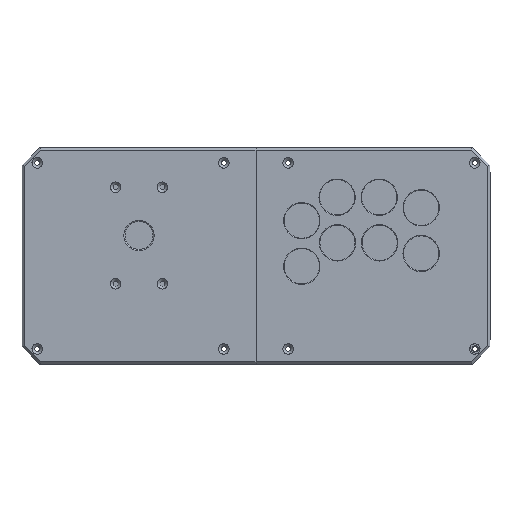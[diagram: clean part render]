
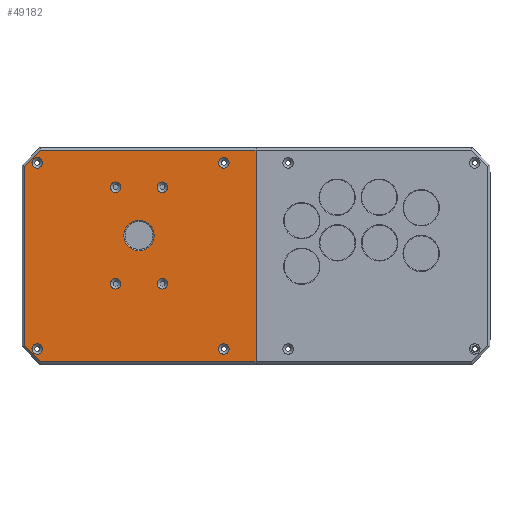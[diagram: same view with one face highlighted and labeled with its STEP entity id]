
A CAD part, top view. The second image highlights one B-rep face of the part: STEP entity #49182.
In plain terms, the highlighted planar face has unit normal (0, 0, 1).
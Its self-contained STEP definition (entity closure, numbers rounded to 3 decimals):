
#1108=FACE_BOUND('',#8293,.T.);
#1109=FACE_BOUND('',#8294,.T.);
#1110=FACE_BOUND('',#8295,.T.);
#1111=FACE_BOUND('',#8296,.T.);
#1112=FACE_BOUND('',#8297,.T.);
#1113=FACE_BOUND('',#8298,.T.);
#1114=FACE_BOUND('',#8299,.T.);
#1115=FACE_BOUND('',#8300,.T.);
#1116=FACE_BOUND('',#8301,.T.);
#2898=PLANE('',#52077);
#5152=FACE_OUTER_BOUND('',#8292,.T.);
#8292=EDGE_LOOP('',(#44478,#44479,#44480,#44481,#44482,#44483));
#8293=EDGE_LOOP('',(#44484));
#8294=EDGE_LOOP('',(#44485));
#8295=EDGE_LOOP('',(#44486));
#8296=EDGE_LOOP('',(#44487));
#8297=EDGE_LOOP('',(#44488));
#8298=EDGE_LOOP('',(#44489));
#8299=EDGE_LOOP('',(#44490));
#8300=EDGE_LOOP('',(#44491));
#8301=EDGE_LOOP('',(#44492));
#14028=LINE('',#76384,#20176);
#14031=LINE('',#76390,#20179);
#14034=LINE('',#76396,#20182);
#14037=LINE('',#76402,#20185);
#14039=LINE('',#76406,#20187);
#14042=LINE('',#76411,#20190);
#20176=VECTOR('',#62611,10.);
#20179=VECTOR('',#62616,10.);
#20182=VECTOR('',#62621,10.);
#20185=VECTOR('',#62626,10.);
#20187=VECTOR('',#62630,10.);
#20190=VECTOR('',#62635,10.);
#21715=CIRCLE('',#52078,13.);
#21716=CIRCLE('',#52079,4.5);
#21717=CIRCLE('',#52080,4.5);
#21718=CIRCLE('',#52081,4.5);
#21719=CIRCLE('',#52082,4.5);
#21720=CIRCLE('',#52083,4.5);
#21721=CIRCLE('',#52084,4.5);
#21722=CIRCLE('',#52085,4.5);
#21723=CIRCLE('',#52086,4.5);
#25665=VERTEX_POINT('',#76381);
#25666=VERTEX_POINT('',#76383);
#25668=VERTEX_POINT('',#76389);
#25670=VERTEX_POINT('',#76395);
#25672=VERTEX_POINT('',#76401);
#25673=VERTEX_POINT('',#76405);
#25675=VERTEX_POINT('',#76412);
#25676=VERTEX_POINT('',#76414);
#25677=VERTEX_POINT('',#76416);
#25678=VERTEX_POINT('',#76418);
#25679=VERTEX_POINT('',#76420);
#25680=VERTEX_POINT('',#76422);
#25681=VERTEX_POINT('',#76424);
#25682=VERTEX_POINT('',#76426);
#25683=VERTEX_POINT('',#76428);
#32063=EDGE_CURVE('',#25665,#25666,#14028,.T.);
#32066=EDGE_CURVE('',#25666,#25668,#14031,.T.);
#32069=EDGE_CURVE('',#25668,#25670,#14034,.T.);
#32072=EDGE_CURVE('',#25670,#25672,#14037,.T.);
#32074=EDGE_CURVE('',#25672,#25673,#14039,.T.);
#32077=EDGE_CURVE('',#25665,#25673,#14042,.T.);
#32078=EDGE_CURVE('',#25675,#25675,#21715,.T.);
#32079=EDGE_CURVE('',#25676,#25676,#21716,.T.);
#32080=EDGE_CURVE('',#25677,#25677,#21717,.T.);
#32081=EDGE_CURVE('',#25678,#25678,#21718,.T.);
#32082=EDGE_CURVE('',#25679,#25679,#21719,.T.);
#32083=EDGE_CURVE('',#25680,#25680,#21720,.T.);
#32084=EDGE_CURVE('',#25681,#25681,#21721,.T.);
#32085=EDGE_CURVE('',#25682,#25682,#21722,.T.);
#32086=EDGE_CURVE('',#25683,#25683,#21723,.T.);
#44478=ORIENTED_EDGE('',*,*,#32074,.F.);
#44479=ORIENTED_EDGE('',*,*,#32072,.F.);
#44480=ORIENTED_EDGE('',*,*,#32069,.F.);
#44481=ORIENTED_EDGE('',*,*,#32066,.F.);
#44482=ORIENTED_EDGE('',*,*,#32063,.F.);
#44483=ORIENTED_EDGE('',*,*,#32077,.T.);
#44484=ORIENTED_EDGE('',*,*,#32078,.F.);
#44485=ORIENTED_EDGE('',*,*,#32079,.F.);
#44486=ORIENTED_EDGE('',*,*,#32080,.F.);
#44487=ORIENTED_EDGE('',*,*,#32081,.F.);
#44488=ORIENTED_EDGE('',*,*,#32082,.F.);
#44489=ORIENTED_EDGE('',*,*,#32083,.F.);
#44490=ORIENTED_EDGE('',*,*,#32084,.F.);
#44491=ORIENTED_EDGE('',*,*,#32085,.F.);
#44492=ORIENTED_EDGE('',*,*,#32086,.F.);
#49182=ADVANCED_FACE('',(#5152,#1108,#1109,#1110,#1111,#1112,#1113,#1114,
#1115,#1116),#2898,.T.);
#52077=AXIS2_PLACEMENT_3D('',#76410,#62633,#62634);
#52078=AXIS2_PLACEMENT_3D('',#76413,#62636,#62637);
#52079=AXIS2_PLACEMENT_3D('',#76415,#62638,#62639);
#52080=AXIS2_PLACEMENT_3D('',#76417,#62640,#62641);
#52081=AXIS2_PLACEMENT_3D('',#76419,#62642,#62643);
#52082=AXIS2_PLACEMENT_3D('',#76421,#62644,#62645);
#52083=AXIS2_PLACEMENT_3D('',#76423,#62646,#62647);
#52084=AXIS2_PLACEMENT_3D('',#76425,#62648,#62649);
#52085=AXIS2_PLACEMENT_3D('',#76427,#62650,#62651);
#52086=AXIS2_PLACEMENT_3D('',#76429,#62652,#62653);
#62611=DIRECTION('',(-1.,0.,0.));
#62616=DIRECTION('',(-0.707,0.707,0.));
#62621=DIRECTION('',(0.,1.,0.));
#62626=DIRECTION('',(0.707,0.707,0.));
#62630=DIRECTION('',(1.,0.,0.));
#62633=DIRECTION('center_axis',(0.,0.,1.));
#62634=DIRECTION('ref_axis',(1.,0.,0.));
#62635=DIRECTION('',(0.,1.,0.));
#62636=DIRECTION('center_axis',(0.,0.,1.));
#62637=DIRECTION('ref_axis',(-1.,0.,0.));
#62638=DIRECTION('center_axis',(0.,0.,1.));
#62639=DIRECTION('ref_axis',(1.,0.,0.));
#62640=DIRECTION('center_axis',(0.,0.,1.));
#62641=DIRECTION('ref_axis',(1.,0.,0.));
#62642=DIRECTION('center_axis',(0.,0.,1.));
#62643=DIRECTION('ref_axis',(-1.,0.,0.));
#62644=DIRECTION('center_axis',(0.,0.,1.));
#62645=DIRECTION('ref_axis',(-1.,0.,0.));
#62646=DIRECTION('center_axis',(0.,0.,1.));
#62647=DIRECTION('ref_axis',(-1.,0.,0.));
#62648=DIRECTION('center_axis',(0.,0.,1.));
#62649=DIRECTION('ref_axis',(-1.,0.,0.));
#62650=DIRECTION('center_axis',(0.,0.,1.));
#62651=DIRECTION('ref_axis',(1.,0.,0.));
#62652=DIRECTION('center_axis',(0.,0.,1.));
#62653=DIRECTION('ref_axis',(1.,0.,0.));
#76381=CARTESIAN_POINT('',(195.,2.,40.));
#76383=CARTESIAN_POINT('',(10.828,2.,40.));
#76384=CARTESIAN_POINT('',(45.,2.,40.));
#76389=CARTESIAN_POINT('',(-3.,15.828,40.));
#76390=CARTESIAN_POINT('',(5.789,7.039,40.));
#76395=CARTESIAN_POINT('',(-3.,169.172,40.));
#76396=CARTESIAN_POINT('',(-3.,138.75,40.));
#76401=CARTESIAN_POINT('',(10.828,183.,40.));
#76402=CARTESIAN_POINT('',(5.789,177.961,40.));
#76405=CARTESIAN_POINT('',(195.,183.,40.));
#76406=CARTESIAN_POINT('',(145.,183.,40.));
#76410=CARTESIAN_POINT('Origin',(95.,92.5,40.));
#76411=CARTESIAN_POINT('',(195.,0.,40.));
#76412=CARTESIAN_POINT('',(108.,110.,40.));
#76413=CARTESIAN_POINT('Origin',(95.,110.,40.));
#76414=CARTESIAN_POINT('',(110.5,68.75,40.));
#76415=CARTESIAN_POINT('Origin',(115.,68.75,40.));
#76416=CARTESIAN_POINT('',(70.5,151.25,40.));
#76417=CARTESIAN_POINT('Origin',(75.,151.25,40.));
#76418=CARTESIAN_POINT('',(172.,172.,40.));
#76419=CARTESIAN_POINT('Origin',(167.5,172.,40.));
#76420=CARTESIAN_POINT('',(12.5,13.,40.));
#76421=CARTESIAN_POINT('Origin',(8.,13.,40.));
#76422=CARTESIAN_POINT('',(12.5,172.,40.));
#76423=CARTESIAN_POINT('Origin',(8.,172.,40.));
#76424=CARTESIAN_POINT('',(172.,13.,40.));
#76425=CARTESIAN_POINT('Origin',(167.5,13.,40.));
#76426=CARTESIAN_POINT('',(110.45,151.246,40.));
#76427=CARTESIAN_POINT('Origin',(114.95,151.246,40.));
#76428=CARTESIAN_POINT('',(70.5,68.75,40.));
#76429=CARTESIAN_POINT('Origin',(75.,68.75,40.));
